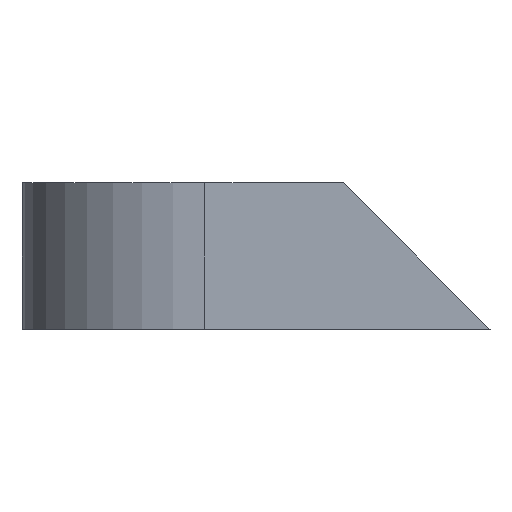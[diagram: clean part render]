
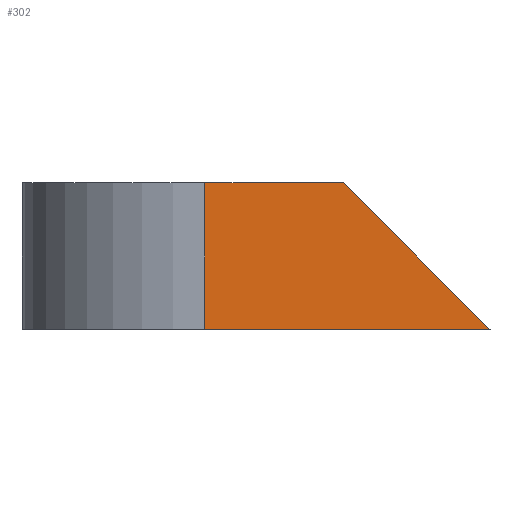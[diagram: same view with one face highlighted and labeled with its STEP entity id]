
A CAD part, left-side view. The second image highlights one B-rep face of the part: STEP entity #302.
In plain terms, the highlighted planar face has unit normal (-1, 0, 0).
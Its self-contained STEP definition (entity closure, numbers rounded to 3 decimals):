
#6 = AXIS2_PLACEMENT_3D ( 'NONE', #433, #516, #64 ) ;
#19 = CARTESIAN_POINT ( 'NONE',  ( -36.9, -3.2, 0. ) ) ;
#34 = CARTESIAN_POINT ( 'NONE',  ( -36.9, -1.2, 2. ) ) ;
#58 = CARTESIAN_POINT ( 'NONE',  ( -36.9, -3.2, 0. ) ) ;
#64 = DIRECTION ( 'NONE',  ( 0., 0., 1. ) ) ;
#84 = LINE ( 'NONE', #504, #114 ) ;
#102 = CARTESIAN_POINT ( 'NONE',  ( -36.9, -1.2, 2. ) ) ;
#103 = EDGE_CURVE ( 'NONE', #486, #108, #415, .T. ) ;
#108 = VERTEX_POINT ( 'NONE', #218 ) ;
#111 = CARTESIAN_POINT ( 'NONE',  ( -36.9, 0.7, 2. ) ) ;
#114 = VECTOR ( 'NONE', #263, 1000. ) ;
#126 = VECTOR ( 'NONE', #262, 1000. ) ;
#131 = ORIENTED_EDGE ( 'NONE', *, *, #209, .F. ) ;
#166 = VECTOR ( 'NONE', #173, 1000. ) ;
#173 = DIRECTION ( 'NONE',  ( 0., -0.707, -0.707 ) ) ;
#174 = ORIENTED_EDGE ( 'NONE', *, *, #241, .F. ) ;
#176 = DIRECTION ( 'NONE',  ( 0., 1., 0. ) ) ;
#209 = EDGE_CURVE ( 'NONE', #312, #486, #387, .T. ) ;
#218 = CARTESIAN_POINT ( 'NONE',  ( -36.9, 0.7, 0. ) ) ;
#219 = LINE ( 'NONE', #102, #126 ) ;
#232 = PLANE ( 'NONE',  #6 ) ;
#241 = EDGE_CURVE ( 'NONE', #329, #312, #219, .T. ) ;
#247 = EDGE_CURVE ( 'NONE', #329, #108, #84, .T. ) ;
#262 = DIRECTION ( 'NONE',  ( 0., -1., 0. ) ) ;
#263 = DIRECTION ( 'NONE',  ( 0., 0., -1. ) ) ;
#288 = ORIENTED_EDGE ( 'NONE', *, *, #103, .F. ) ;
#298 = EDGE_LOOP ( 'NONE', ( #174, #412, #288, #131 ) ) ;
#302 = ADVANCED_FACE ( 'NONE', ( #327 ), #232, .T. ) ;
#312 = VERTEX_POINT ( 'NONE', #34 ) ;
#327 = FACE_OUTER_BOUND ( 'NONE', #298, .T. ) ;
#329 = VERTEX_POINT ( 'NONE', #111 ) ;
#341 = VECTOR ( 'NONE', #176, 1000. ) ;
#350 = CARTESIAN_POINT ( 'NONE',  ( -36.9, -3.2, 0. ) ) ;
#387 = LINE ( 'NONE', #19, #166 ) ;
#412 = ORIENTED_EDGE ( 'NONE', *, *, #247, .T. ) ;
#415 = LINE ( 'NONE', #350, #341 ) ;
#433 = CARTESIAN_POINT ( 'NONE',  ( -36.9, 0., 0. ) ) ;
#486 = VERTEX_POINT ( 'NONE', #58 ) ;
#504 = CARTESIAN_POINT ( 'NONE',  ( -36.9, 0.7, 0. ) ) ;
#516 = DIRECTION ( 'NONE',  ( -1., 0., 0. ) ) ;
